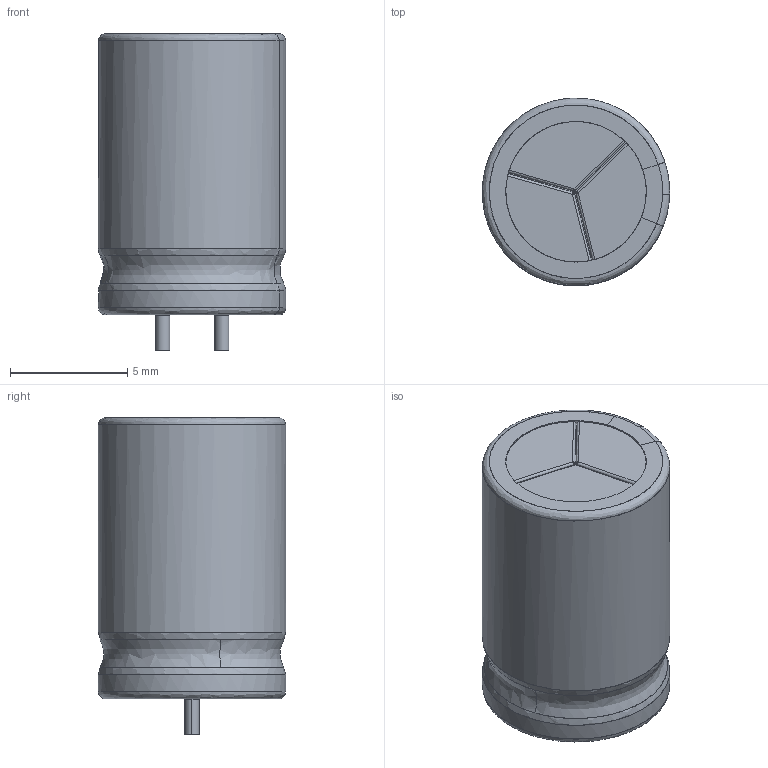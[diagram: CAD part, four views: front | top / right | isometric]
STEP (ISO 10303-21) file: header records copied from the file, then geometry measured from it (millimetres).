
FILE_DESCRIPTION(/* description */ (''),/* implementation_level */ '2;1');
FILE_NAME(/* name */ 'THA8C6~1',/* time_stamp */ '2017-04-05T11:00:53+03:00',/* author */ (''),/* organization */ (''),/* preprocessor_version */ 'ST-DEVELOPER v15',/* originating_system */ '',/* authorisation */ '');
FILE_SCHEMA (('AUTOMOTIVE_DESIGN'));
Length unit declared in the file: millimetre
Products named in the file (1): Document
Bounding box: 8 x 8 x 13.51 mm (x, y, z)
Volume: 0.8 mm3; surface area: 771.1 mm2
Topology: 2 solids, 63 shells, 69 faces, 316 edges, 306 vertices
Faces by surface type: bspline 48, plane 21
Entity records: 5371 total; most frequent: CARTESIAN_POINT 3285, ORIENTED_EDGE 322, EDGE_CURVE 310, VERTEX_POINT 306, B_SPLINE_CURVE_WITH_KNOTS 153, EDGE_LOOP 71, ADVANCED_FACE 69, FACE_OUTER_BOUND 69
